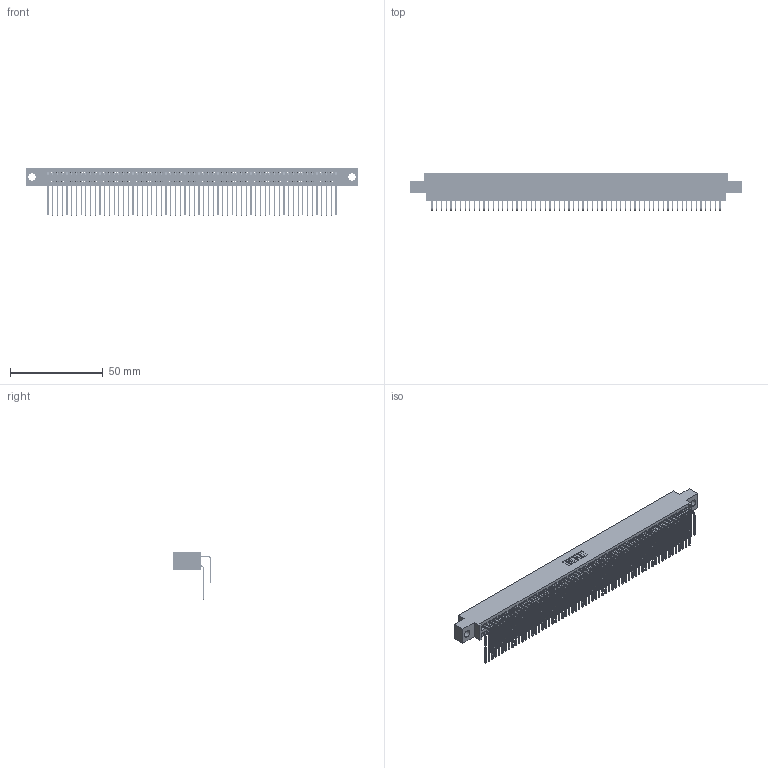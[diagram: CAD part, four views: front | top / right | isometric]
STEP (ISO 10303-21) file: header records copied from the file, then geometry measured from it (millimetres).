
FILE_DESCRIPTION (( 'STEP AP203' ), '1' );
FILE_NAME ('345-124-559-804.STEP', '2021-05-25T18:42:17', ( '' ), ( '' ), 'SwSTEP 2.0', 'SolidWorks 2020', '' );
FILE_SCHEMA (( 'CONFIG_CONTROL_DESIGN' ));
Length unit declared in the file: inch
Products named in the file (4): 345-292-001_559 Tail - 2; 345-292-001_558 559 Tail - 1; 345 Part_0.170 Offset - 0.156 Dia-TI; 345-124-559-804
Assembly tree (125 placements, depth 2):
  345-124-559-804
    345 Part_0.170 Offset - 0.156 Dia-TI
    345-292-001_558 559 Tail - 1  x62
    345-292-001_559 Tail - 2  x62
Bounding box: 178.69 x 20.56 x 25.53 mm (x, y, z)
Volume: 18039.7 mm3; surface area: 30411.8 mm2
Topology: 125 solids, 125 shells, 6592 faces, 19609 edges, 12906 vertices
Faces by surface type: plane 4438, cylinder 2154
Entity records: 48157 total; most frequent: CARTESIAN_POINT 8105, ORIENTED_EDGE 7986, DIRECTION 7093, EDGE_CURVE 3993, VECTOR 3573, LINE 3573, VERTEX_POINT 2658, AXIS2_PLACEMENT_3D 1760
